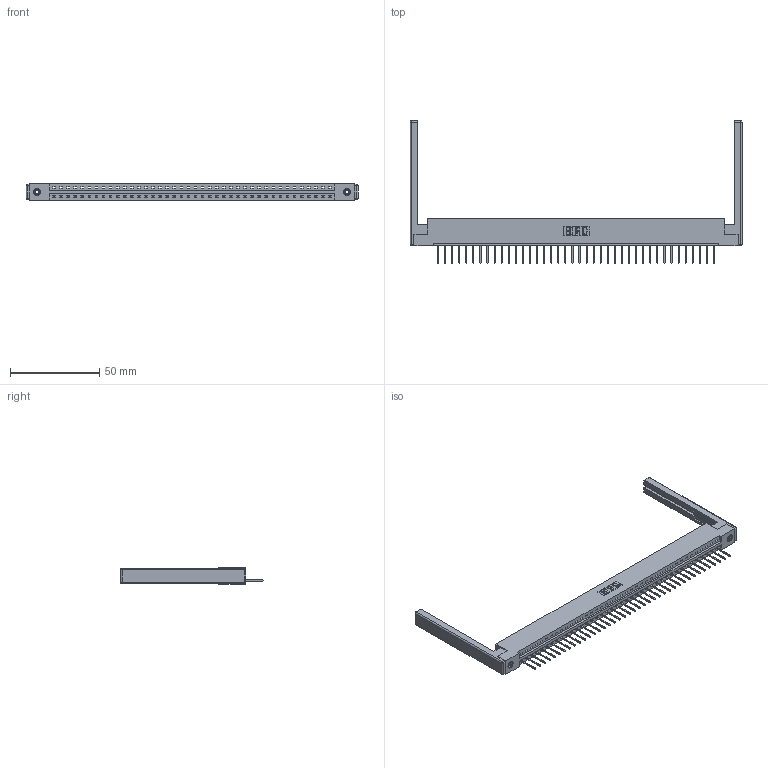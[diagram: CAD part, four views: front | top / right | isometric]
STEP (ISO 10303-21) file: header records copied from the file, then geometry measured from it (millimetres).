
FILE_DESCRIPTION (( 'STEP AP203' ), '1' );
FILE_NAME ('387-040-523-168.STEP', '2019-10-04T18:32:05', ( '' ), ( '' ), 'SwSTEP 2.0', 'SolidWorks 2016', '' );
FILE_SCHEMA (( 'CONFIG_CONTROL_DESIGN' ));
Length unit declared in the file: inch
Products named in the file (5): 345-250-001_345-250-001-102; 337 Part_Flush Mounting Lugs - 0.156 Dia-TI; 345-292-001_345-293-123; 387-040-523-168; 307-220-068
Assembly tree (45 placements, depth 2):
  387-040-523-168
    337 Part_Flush Mounting Lugs - 0.156 Dia-TI
    345-292-001_345-293-123  x40
    345-250-001_345-250-001-102  x2
    307-220-068  x2
Bounding box: 185.93 x 79.89 x 9.4 mm (x, y, z)
Volume: 23674.8 mm3; surface area: 24043.6 mm2
Topology: 45 solids, 45 shells, 2748 faces, 8221 edges, 5406 vertices
Faces by surface type: plane 1998, cylinder 726, cone 12, sphere 8, torus 4
Entity records: 32770 total; most frequent: CARTESIAN_POINT 5663, ORIENTED_EDGE 5628, DIRECTION 4844, EDGE_CURVE 2814, LINE 2636, VECTOR 2636, VERTEX_POINT 1866, AXIS2_PLACEMENT_3D 1104
